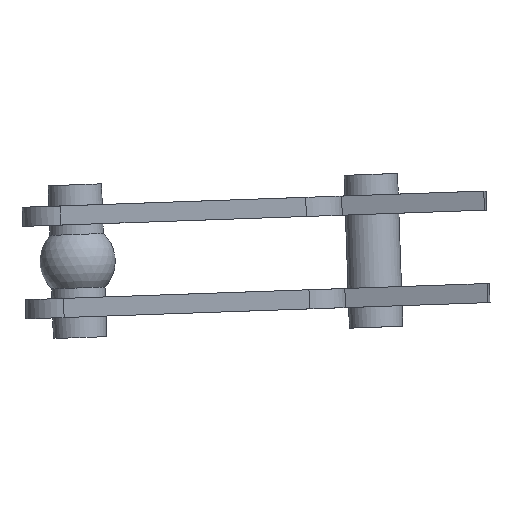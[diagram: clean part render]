
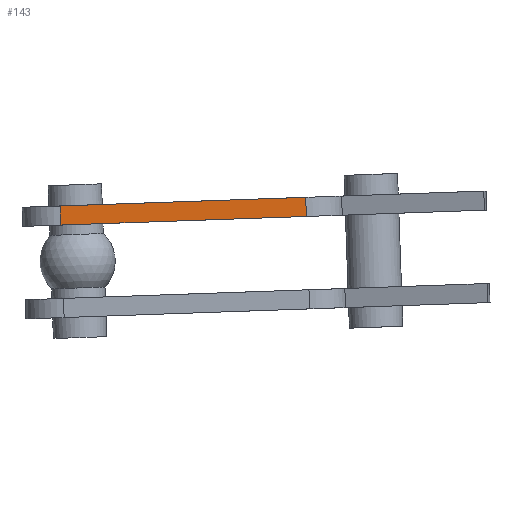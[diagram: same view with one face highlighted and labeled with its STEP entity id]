
A CAD part, left-side view. The second image highlights one B-rep face of the part: STEP entity #143.
In plain terms, the highlighted planar face has unit normal (-1, 0, 0).
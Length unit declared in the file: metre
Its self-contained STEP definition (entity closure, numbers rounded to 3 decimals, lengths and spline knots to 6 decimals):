
#143 = ADVANCED_FACE( '', ( #326 ), #327, .F. );
#326 = FACE_OUTER_BOUND( '', #547, .T. );
#327 = PLANE( '', #548 );
#547 = EDGE_LOOP( '', ( #907, #908, #909, #910 ) );
#548 = AXIS2_PLACEMENT_3D( '', #911, #912, #913 );
#907 = ORIENTED_EDGE( '', *, *, #1215, .T. );
#908 = ORIENTED_EDGE( '', *, *, #1332, .F. );
#909 = ORIENTED_EDGE( '', *, *, #1333, .F. );
#910 = ORIENTED_EDGE( '', *, *, #1249, .F. );
#911 = CARTESIAN_POINT( '', ( -0.086043, -2.044699, 1.695896 ) );
#912 = DIRECTION( '', ( 1., 0., 0. ) );
#913 = DIRECTION( '', ( 0., 0.07, 0.998 ) );
#1215 = EDGE_CURVE( '', #1432, #1430, #1433, .T. );
#1249 = EDGE_CURVE( '', #1432, #1492, #1493, .T. );
#1332 = EDGE_CURVE( '', #1622, #1430, #1623, .F. );
#1333 = EDGE_CURVE( '', #1492, #1622, #1624, .T. );
#1430 = VERTEX_POINT( '', #1742 );
#1432 = VERTEX_POINT( '', #1744 );
#1433 = LINE( '', #1745, #1746 );
#1492 = VERTEX_POINT( '', #1820 );
#1493 = LINE( '', #1821, #1822 );
#1622 = VERTEX_POINT( '', #1987 );
#1623 = LINE( '', #1988, #1989 );
#1624 = LINE( '', #1990, #1991 );
#1742 = CARTESIAN_POINT( '', ( -0.086043, -2.025258, 1.695213 ) );
#1744 = CARTESIAN_POINT( '', ( -0.086043, -2.066042, 1.696645 ) );
#1745 = CARTESIAN_POINT( '', ( -0.086043, -2.044699, 1.695896 ) );
#1746 = VECTOR( '', #2123, 1. );
#1820 = CARTESIAN_POINT( '', ( -0.086043, -2.066154, 1.693472 ) );
#1821 = CARTESIAN_POINT( '', ( -0.086043, -2.066042, 1.696645 ) );
#1822 = VECTOR( '', #2178, 1. );
#1987 = CARTESIAN_POINT( '', ( -0.086043, -2.025369, 1.69204 ) );
#1988 = CARTESIAN_POINT( '', ( -0.086043, -2.025258, 1.695213 ) );
#1989 = VECTOR( '', #2290, 1. );
#1990 = CARTESIAN_POINT( '', ( -0.086043, -2.04481, 1.692723 ) );
#1991 = VECTOR( '', #2291, 1. );
#2123 = DIRECTION( '', ( 0., 0.999, -0.035 ) );
#2178 = DIRECTION( '', ( 0., -0.035, -0.999 ) );
#2290 = DIRECTION( '', ( 0., -0.035, -0.999 ) );
#2291 = DIRECTION( '', ( 0., 0.999, -0.035 ) );
